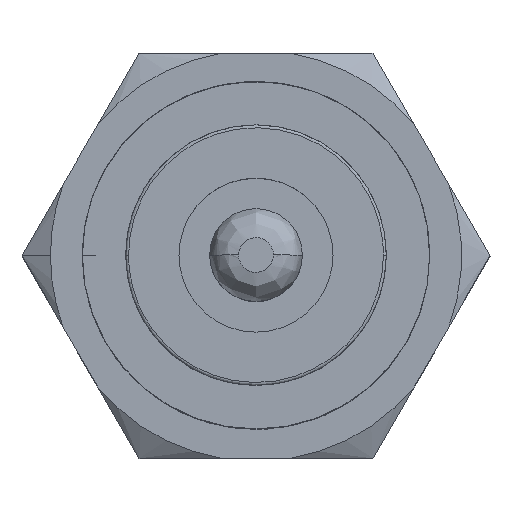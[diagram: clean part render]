
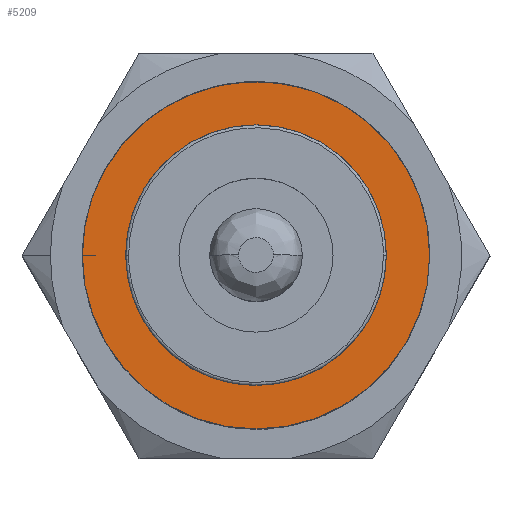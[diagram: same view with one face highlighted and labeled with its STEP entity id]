
A CAD part, top view. The second image highlights one B-rep face of the part: STEP entity #5209.
In plain terms, the highlighted planar face has unit normal (0, 0, 1).
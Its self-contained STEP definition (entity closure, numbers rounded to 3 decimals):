
#6 = VERTEX_POINT ( 'NONE', #8537 ) ;
#147 = FACE_OUTER_BOUND ( 'NONE', #2187, .T. ) ;
#284 = CARTESIAN_POINT ( 'NONE',  ( 0., 0., 16. ) ) ;
#441 = EDGE_LOOP ( 'NONE', ( #6401, #5417 ) ) ;
#690 = CIRCLE ( 'NONE', #5382, 3. ) ;
#1011 = VERTEX_POINT ( 'NONE', #6766 ) ;
#1028 = EDGE_CURVE ( 'NONE', #4694, #2969, #8662, .T. ) ;
#1194 = EDGE_CURVE ( 'NONE', #6, #1011, #1220, .T. ) ;
#1220 = CIRCLE ( 'NONE', #2941, 2.25 ) ;
#1271 = DIRECTION ( 'NONE',  ( -1., 0., 0. ) ) ;
#1797 = DIRECTION ( 'NONE',  ( 0., 0., -1. ) ) ;
#2187 = EDGE_LOOP ( 'NONE', ( #5272, #3368 ) ) ;
#2325 = AXIS2_PLACEMENT_3D ( 'NONE', #284, #8580, #5115 ) ;
#2360 = CIRCLE ( 'NONE', #7912, 2.25 ) ;
#2416 = DIRECTION ( 'NONE',  ( -1., 0., 0. ) ) ;
#2456 = DIRECTION ( 'NONE',  ( -1., 0., 0. ) ) ;
#2941 = AXIS2_PLACEMENT_3D ( 'NONE', #3025, #3703, #3645 ) ;
#2969 = VERTEX_POINT ( 'NONE', #8285 ) ;
#3003 = AXIS2_PLACEMENT_3D ( 'NONE', #6106, #5410, #1271 ) ;
#3025 = CARTESIAN_POINT ( 'NONE',  ( 0., 0., 16. ) ) ;
#3064 = PLANE ( 'NONE',  #2325 ) ;
#3368 = ORIENTED_EDGE ( 'NONE', *, *, #6062, .F. ) ;
#3645 = DIRECTION ( 'NONE',  ( -1., 0., 0. ) ) ;
#3703 = DIRECTION ( 'NONE',  ( 0., 0., -1. ) ) ;
#3996 = EDGE_CURVE ( 'NONE', #1011, #6, #2360, .T. ) ;
#4694 = VERTEX_POINT ( 'NONE', #8042 ) ;
#5115 = DIRECTION ( 'NONE',  ( 1., 0., 0. ) ) ;
#5209 = ADVANCED_FACE ( 'NONE', ( #7398, #147 ), #3064, .T. ) ;
#5272 = ORIENTED_EDGE ( 'NONE', *, *, #1028, .F. ) ;
#5382 = AXIS2_PLACEMENT_3D ( 'NONE', #6577, #1797, #2456 ) ;
#5410 = DIRECTION ( 'NONE',  ( 0., 0., -1. ) ) ;
#5417 = ORIENTED_EDGE ( 'NONE', *, *, #3996, .T. ) ;
#5771 = DIRECTION ( 'NONE',  ( 0., 0., -1. ) ) ;
#6062 = EDGE_CURVE ( 'NONE', #2969, #4694, #690, .T. ) ;
#6106 = CARTESIAN_POINT ( 'NONE',  ( 0., 0., 16. ) ) ;
#6401 = ORIENTED_EDGE ( 'NONE', *, *, #1194, .T. ) ;
#6577 = CARTESIAN_POINT ( 'NONE',  ( 0., 0., 16. ) ) ;
#6766 = CARTESIAN_POINT ( 'NONE',  ( 2.25, 0., 16. ) ) ;
#7090 = CARTESIAN_POINT ( 'NONE',  ( 0., 0., 16. ) ) ;
#7398 = FACE_BOUND ( 'NONE', #441, .T. ) ;
#7912 = AXIS2_PLACEMENT_3D ( 'NONE', #7090, #5771, #2416 ) ;
#8042 = CARTESIAN_POINT ( 'NONE',  ( -3., 0., 16. ) ) ;
#8285 = CARTESIAN_POINT ( 'NONE',  ( 3., 0., 16. ) ) ;
#8537 = CARTESIAN_POINT ( 'NONE',  ( -2.25, 0., 16. ) ) ;
#8580 = DIRECTION ( 'NONE',  ( 0., 0., 1. ) ) ;
#8662 = CIRCLE ( 'NONE', #3003, 3. ) ;
